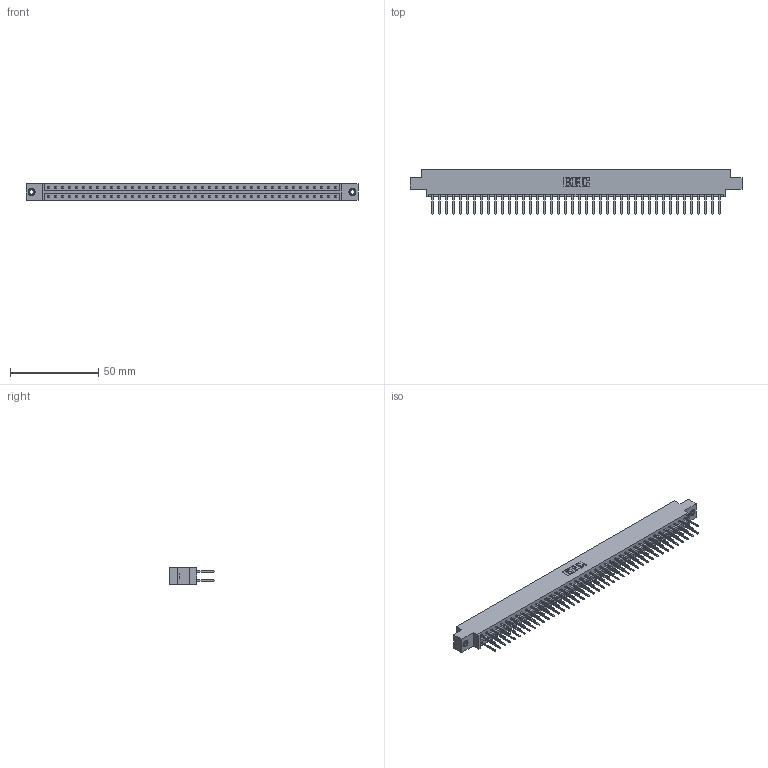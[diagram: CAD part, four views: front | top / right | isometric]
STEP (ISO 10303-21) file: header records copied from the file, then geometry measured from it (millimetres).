
FILE_DESCRIPTION (( 'STEP AP203' ), '1' );
FILE_NAME ('333-084-523-807.STEP', '2018-08-05T04:20:03', ( '' ), ( '' ), 'SwSTEP 2.0', 'SolidWorks 2016', '' );
FILE_SCHEMA (( 'CONFIG_CONTROL_DESIGN' ));
Length unit declared in the file: inch
Products named in the file (4): 333 Part_Offset - .156 Dia - TI; 345-292-001_345-293-123; 345-250-001_345-250-005-103; 333-084-523-807
Assembly tree (87 placements, depth 2):
  333-084-523-807
    333 Part_Offset - .156 Dia - TI
    345-292-001_345-293-123  x84
    345-250-001_345-250-005-103  x2
Bounding box: 187.96 x 25.15 x 9.4 mm (x, y, z)
Volume: 19120.5 mm3; surface area: 23675.1 mm2
Topology: 87 solids, 87 shells, 4546 faces, 13479 edges, 8866 vertices
Faces by surface type: plane 3130, cylinder 1400, cone 12, torus 4
Entity records: 28356 total; most frequent: CARTESIAN_POINT 4685, ORIENTED_EDGE 4614, DIRECTION 4033, EDGE_CURVE 2307, VECTOR 2159, LINE 2159, VERTEX_POINT 1532, AXIS2_PLACEMENT_3D 937
